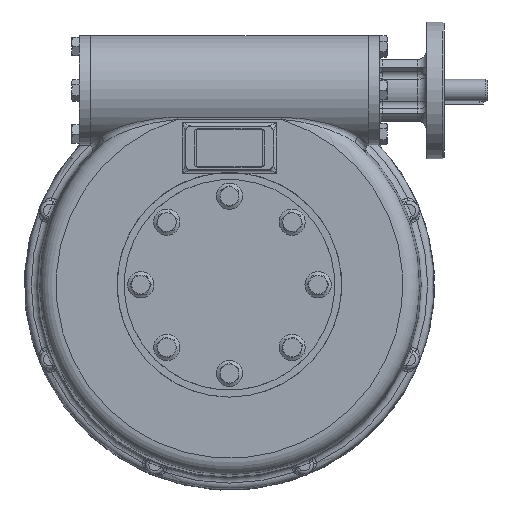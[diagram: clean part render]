
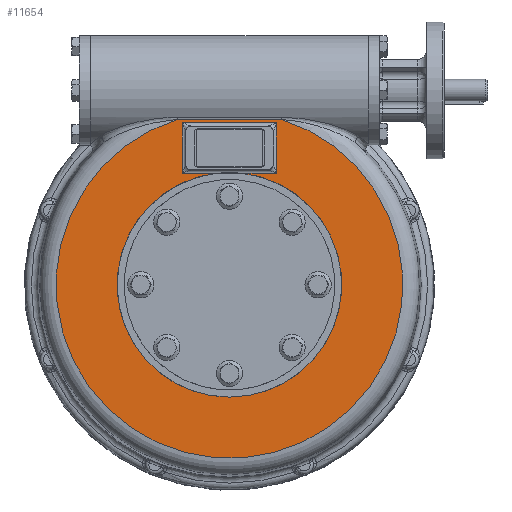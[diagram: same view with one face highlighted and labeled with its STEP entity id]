
A CAD part, top view. The second image highlights one B-rep face of the part: STEP entity #11654.
In plain terms, the highlighted planar face has unit normal (0, 0, 1).
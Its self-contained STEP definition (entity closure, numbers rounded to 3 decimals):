
#733=LINE('',#34360,#1172);
#735=LINE('',#34363,#1174);
#736=LINE('',#34365,#1175);
#738=LINE('',#34367,#1177);
#741=LINE('',#34371,#1180);
#744=LINE('',#38400,#1183);
#1172=VECTOR('',#17685,1000.);
#1174=VECTOR('',#17689,1000.);
#1175=VECTOR('',#17692,1000.);
#1177=VECTOR('',#17694,1000.);
#1180=VECTOR('',#17699,1000.);
#1183=VECTOR('',#18002,1000.);
#4884=ORIENTED_EDGE('',*,*,#6620,.T.);
#4885=ORIENTED_EDGE('',*,*,#6565,.T.);
#4886=ORIENTED_EDGE('',*,*,#6622,.T.);
#4887=ORIENTED_EDGE('',*,*,#6625,.T.);
#4888=ORIENTED_EDGE('',*,*,#6619,.T.);
#4889=ORIENTED_EDGE('',*,*,#6617,.T.);
#4890=ORIENTED_EDGE('',*,*,#6894,.T.);
#4891=ORIENTED_EDGE('',*,*,#6879,.T.);
#6565=EDGE_CURVE('',#7923,#7922,#8749,.T.);
#6617=EDGE_CURVE('',#7961,#7960,#733,.F.);
#6619=EDGE_CURVE('',#7964,#7961,#735,.F.);
#6620=EDGE_CURVE('',#7960,#7923,#736,.T.);
#6622=EDGE_CURVE('',#7922,#7969,#738,.T.);
#6625=EDGE_CURVE('',#7969,#7964,#741,.T.);
#6879=EDGE_CURVE('',#8113,#8115,#744,.T.);
#6894=EDGE_CURVE('',#8115,#8113,#8885,.F.);
#7922=VERTEX_POINT('',#33814);
#7923=VERTEX_POINT('',#33815);
#7960=VERTEX_POINT('',#34149);
#7961=VERTEX_POINT('',#34215);
#7964=VERTEX_POINT('',#34284);
#7969=VERTEX_POINT('',#34356);
#8113=VERTEX_POINT('',#38371);
#8115=VERTEX_POINT('',#38399);
#8749=CIRCLE('',#15093,102.625);
#8885=CIRCLE('',#15289,158.515);
#9741=EDGE_LOOP('',(#4884,#4885,#4886,#4887,#4888,#4889));
#9742=EDGE_LOOP('',(#4890,#4891));
#10655=FACE_BOUND('',#9741,.T.);
#10656=FACE_BOUND('',#9742,.T.);
#10956=PLANE('',#15296);
#11654=ADVANCED_FACE('',(#10655,#10656),#10956,.F.);
#15093=AXIS2_PLACEMENT_3D('',#33816,#17610,#17611);
#15289=AXIS2_PLACEMENT_3D('',#39028,#18016,#18017);
#15296=AXIS2_PLACEMENT_3D('',#39035,#18030,#18031);
#17610=DIRECTION('',(0.,0.,-1.));
#17611=DIRECTION('',(0.,-1.,0.));
#17685=DIRECTION('',(0.,1.,0.));
#17689=DIRECTION('',(-1.,0.,0.));
#17692=DIRECTION('',(-1.,0.,0.));
#17694=DIRECTION('',(-1.,0.,0.));
#17699=DIRECTION('',(0.,1.,0.));
#18002=DIRECTION('',(-1.,0.,0.));
#18016=DIRECTION('',(0.,0.,-1.));
#18017=DIRECTION('',(-1.,0.,0.));
#18030=DIRECTION('',(0.,0.,-1.));
#18031=DIRECTION('',(-1.,0.,0.));
#33814=CARTESIAN_POINT('',(-11.309,102.,43.));
#33815=CARTESIAN_POINT('',(11.309,102.,43.));
#33816=CARTESIAN_POINT('',(0.,0.,43.));
#34149=CARTESIAN_POINT('',(43.,102.,43.));
#34215=CARTESIAN_POINT('',(43.,148.,43.));
#34284=CARTESIAN_POINT('',(-43.,148.,43.));
#34356=CARTESIAN_POINT('',(-43.,102.,43.));
#34360=CARTESIAN_POINT('',(43.,0.,43.));
#34363=CARTESIAN_POINT('',(40.,148.,43.));
#34365=CARTESIAN_POINT('',(-40.,102.,43.));
#34367=CARTESIAN_POINT('',(-40.,102.,43.));
#34371=CARTESIAN_POINT('',(-43.,145.,43.));
#38371=CARTESIAN_POINT('',(47.563,151.211,43.));
#38399=CARTESIAN_POINT('',(-47.563,151.211,43.));
#38400=CARTESIAN_POINT('',(0.,151.211,43.));
#39028=CARTESIAN_POINT('',(0.,0.,43.));
#39035=CARTESIAN_POINT('',(0.,0.,43.));
